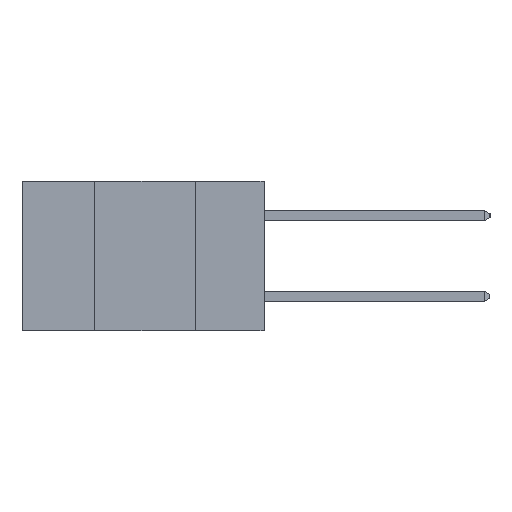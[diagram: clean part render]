
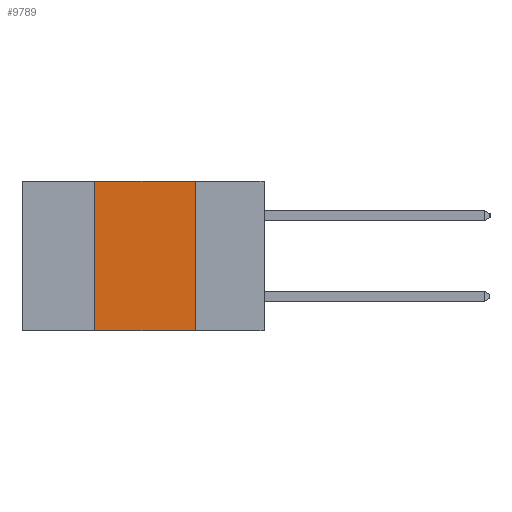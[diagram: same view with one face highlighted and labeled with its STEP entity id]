
A CAD part, left-side view. The second image highlights one B-rep face of the part: STEP entity #9789.
In plain terms, the highlighted planar face has unit normal (-1, 0, 0).
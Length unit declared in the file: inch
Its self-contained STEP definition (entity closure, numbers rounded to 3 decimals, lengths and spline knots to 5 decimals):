
#23 = EDGE_LOOP ( 'NONE', ( #14388, #6400, #11411, #18185 ) ) ;
#167 = AXIS2_PLACEMENT_3D ( 'NONE', #8496, #19369, #10138 ) ;
#846 = EDGE_CURVE ( 'NONE', #13896, #19269, #4867, .T. ) ;
#1401 = VECTOR ( 'NONE', #13761, 39.37008 ) ;
#2429 = LINE ( 'NONE', #14169, #6253 ) ;
#3737 = CARTESIAN_POINT ( 'NONE',  ( 0., 0.42, 0. ) ) ;
#4055 = VERTEX_POINT ( 'NONE', #5702 ) ;
#4148 = EDGE_CURVE ( 'NONE', #19269, #4055, #18296, .T. ) ;
#4867 = LINE ( 'NONE', #5470, #12912 ) ;
#5470 = CARTESIAN_POINT ( 'NONE',  ( 0., 0.42, 0. ) ) ;
#5702 = CARTESIAN_POINT ( 'NONE',  ( 0., 0.17, 0. ) ) ;
#6205 = DIRECTION ( 'NONE',  ( 0., 0., -1. ) ) ;
#6253 = VECTOR ( 'NONE', #6205, 39.37008 ) ;
#6400 = ORIENTED_EDGE ( 'NONE', *, *, #4148, .F. ) ;
#7452 = CARTESIAN_POINT ( 'NONE',  ( 0., 0.42, -0.37 ) ) ;
#7599 = FACE_OUTER_BOUND ( 'NONE', #23, .T. ) ;
#8469 = CARTESIAN_POINT ( 'NONE',  ( 0., 0.6, 0. ) ) ;
#8496 = CARTESIAN_POINT ( 'NONE',  ( 0., 0.6, 0. ) ) ;
#8880 = CARTESIAN_POINT ( 'NONE',  ( 0., 0.6, -0.37 ) ) ;
#9279 = EDGE_CURVE ( 'NONE', #13896, #10441, #9646, .T. ) ;
#9646 = LINE ( 'NONE', #8880, #13386 ) ;
#9789 = ADVANCED_FACE ( 'NONE', ( #7599 ), #11658, .F. ) ;
#10138 = DIRECTION ( 'NONE',  ( 0., 0., -1. ) ) ;
#10441 = VERTEX_POINT ( 'NONE', #11559 ) ;
#11411 = ORIENTED_EDGE ( 'NONE', *, *, #846, .F. ) ;
#11559 = CARTESIAN_POINT ( 'NONE',  ( 0., 0.17, -0.37 ) ) ;
#11658 = PLANE ( 'NONE',  #167 ) ;
#12912 = VECTOR ( 'NONE', #16322, 39.37008 ) ;
#13386 = VECTOR ( 'NONE', #13697, 39.37008 ) ;
#13697 = DIRECTION ( 'NONE',  ( 0., -1., 0. ) ) ;
#13761 = DIRECTION ( 'NONE',  ( 0., -1., 0. ) ) ;
#13896 = VERTEX_POINT ( 'NONE', #7452 ) ;
#14169 = CARTESIAN_POINT ( 'NONE',  ( 0., 0.17, 0. ) ) ;
#14388 = ORIENTED_EDGE ( 'NONE', *, *, #19644, .F. ) ;
#16322 = DIRECTION ( 'NONE',  ( 0., 0., 1. ) ) ;
#18185 = ORIENTED_EDGE ( 'NONE', *, *, #9279, .T. ) ;
#18296 = LINE ( 'NONE', #8469, #1401 ) ;
#19269 = VERTEX_POINT ( 'NONE', #3737 ) ;
#19369 = DIRECTION ( 'NONE',  ( 1., 0., 0. ) ) ;
#19644 = EDGE_CURVE ( 'NONE', #4055, #10441, #2429, .T. ) ;
